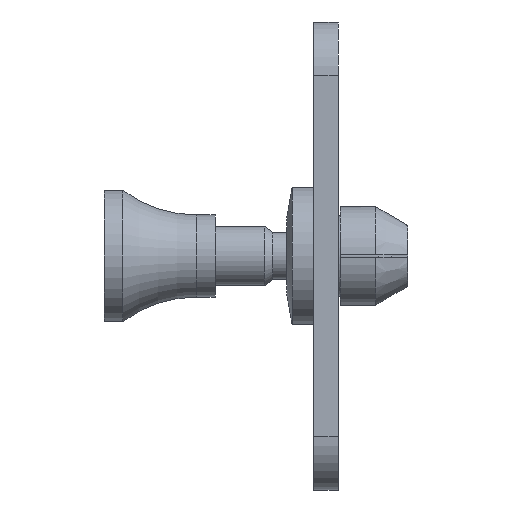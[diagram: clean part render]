
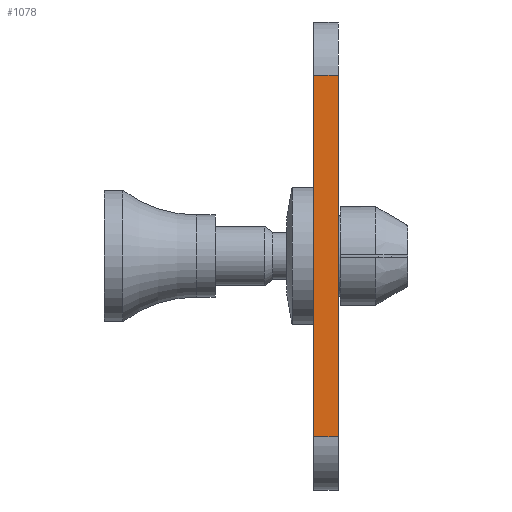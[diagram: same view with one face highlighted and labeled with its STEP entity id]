
A CAD part, left-side view. The second image highlights one B-rep face of the part: STEP entity #1078.
In plain terms, the highlighted planar face has unit normal (-1, 0, 0).
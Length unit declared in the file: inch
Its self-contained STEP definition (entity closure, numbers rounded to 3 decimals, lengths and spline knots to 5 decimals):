
#308 = PLANE ( 'NONE',  #2618 ) ;
#361 = CARTESIAN_POINT ( 'NONE',  ( -2.55, 0., 0.44 ) ) ;
#391 = CARTESIAN_POINT ( 'NONE',  ( -2.55, 0.06, -0.57 ) ) ;
#411 = CARTESIAN_POINT ( 'NONE',  ( -2.55, 0.06, 0.44 ) ) ;
#587 = CARTESIAN_POINT ( 'NONE',  ( -2.55, 0., -0.44 ) ) ;
#637 = CARTESIAN_POINT ( 'NONE',  ( -2.55, 0.06, -0.44 ) ) ;
#646 = DIRECTION ( 'NONE',  ( 0., 0., -1. ) ) ;
#670 = DIRECTION ( 'NONE',  ( 1., 0., 0. ) ) ;
#713 = LINE ( 'NONE', #1762, #763 ) ;
#763 = VECTOR ( 'NONE', #1856, 39.37008 ) ;
#826 = LINE ( 'NONE', #1510, #883 ) ;
#883 = VECTOR ( 'NONE', #1550, 39.37008 ) ;
#954 = LINE ( 'NONE', #1659, #975 ) ;
#975 = VECTOR ( 'NONE', #1742, 39.37008 ) ;
#988 = LINE ( 'NONE', #1716, #1006 ) ;
#1006 = VECTOR ( 'NONE', #1726, 39.37008 ) ;
#1078 = ADVANCED_FACE ( 'NONE', ( #2206 ), #308, .F. ) ;
#1166 = VERTEX_POINT ( 'NONE', #587 ) ;
#1206 = VERTEX_POINT ( 'NONE', #637 ) ;
#1236 = VERTEX_POINT ( 'NONE', #361 ) ;
#1263 = VERTEX_POINT ( 'NONE', #411 ) ;
#1510 = CARTESIAN_POINT ( 'NONE',  ( -2.55, 0.06, -0.44 ) ) ;
#1550 = DIRECTION ( 'NONE',  ( 0., -1., 0. ) ) ;
#1659 = CARTESIAN_POINT ( 'NONE',  ( -2.55, 0., -0.57 ) ) ;
#1716 = CARTESIAN_POINT ( 'NONE',  ( -2.55, 0.06, -0.57 ) ) ;
#1726 = DIRECTION ( 'NONE',  ( 0., 0., 1. ) ) ;
#1742 = DIRECTION ( 'NONE',  ( 0., 0., 1. ) ) ;
#1762 = CARTESIAN_POINT ( 'NONE',  ( -2.55, 0.06, 0.44 ) ) ;
#1856 = DIRECTION ( 'NONE',  ( 0., 1., 0. ) ) ;
#2037 = EDGE_CURVE ( 'NONE', #1166, #1236, #954, .T. ) ;
#2046 = EDGE_CURVE ( 'NONE', #1206, #1263, #988, .T. ) ;
#2074 = EDGE_CURVE ( 'NONE', #1236, #1263, #713, .T. ) ;
#2206 = FACE_OUTER_BOUND ( 'NONE', #2688, .T. ) ;
#2308 = EDGE_CURVE ( 'NONE', #1206, #1166, #826, .T. ) ;
#2326 = ORIENTED_EDGE ( 'NONE', *, *, #2046, .F. ) ;
#2327 = ORIENTED_EDGE ( 'NONE', *, *, #2037, .T. ) ;
#2385 = ORIENTED_EDGE ( 'NONE', *, *, #2074, .T. ) ;
#2510 = ORIENTED_EDGE ( 'NONE', *, *, #2308, .T. ) ;
#2618 = AXIS2_PLACEMENT_3D ( 'NONE', #391, #670, #646 ) ;
#2688 = EDGE_LOOP ( 'NONE', ( #2326, #2510, #2327, #2385 ) ) ;
